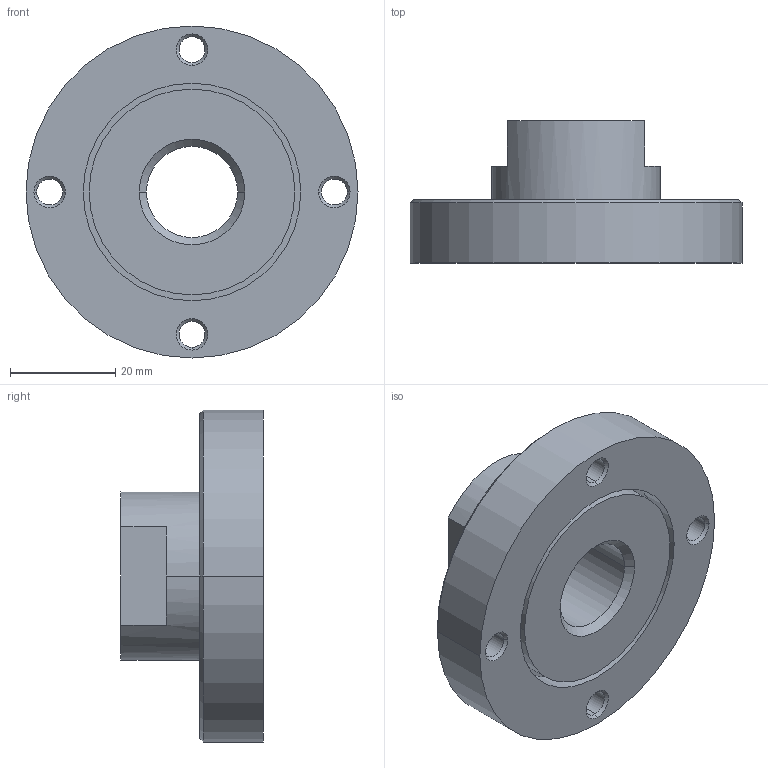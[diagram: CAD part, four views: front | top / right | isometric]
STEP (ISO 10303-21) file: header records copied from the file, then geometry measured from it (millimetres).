
FILE_DESCRIPTION(('STEP AP214'),'1');
FILE_NAME('compensateur_ku0017080.stp','2018-05-30T11:14:09',('TraceParts'),('TraceParts S.A.'),'Spatial InterOp 3D',' ',' ');
FILE_SCHEMA(('automotive_design'));
Length unit declared in the file: millimetre
Products named in the file (2): compensateur_ku0017080_1; compensateur_ku0017080_2
Bounding box: 63 x 27 x 63 mm (x, y, z)
Volume: 40005.6 mm3; surface area: 14784 mm2
Topology: 2 solids, 2 shells, 52 faces, 116 edges, 70 vertices
Faces by surface type: cone 22, cylinder 20, plane 10
Entity records: 1504 total; most frequent: DIRECTION 290, CARTESIAN_POINT 240, ORIENTED_EDGE 232, AXIS2_PLACEMENT_3D 120, EDGE_CURVE 116, VERTEX_POINT 70, EDGE_LOOP 66, CIRCLE 66
